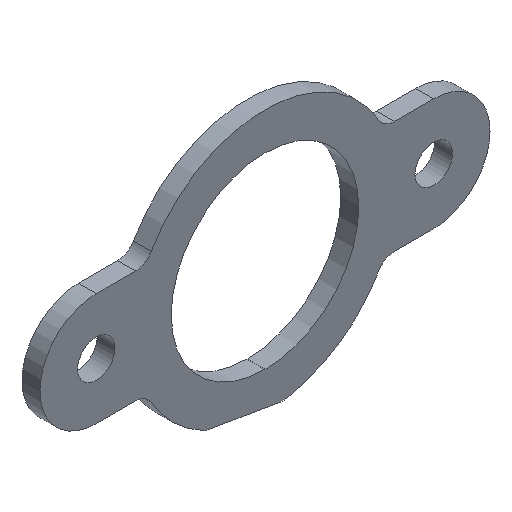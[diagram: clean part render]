
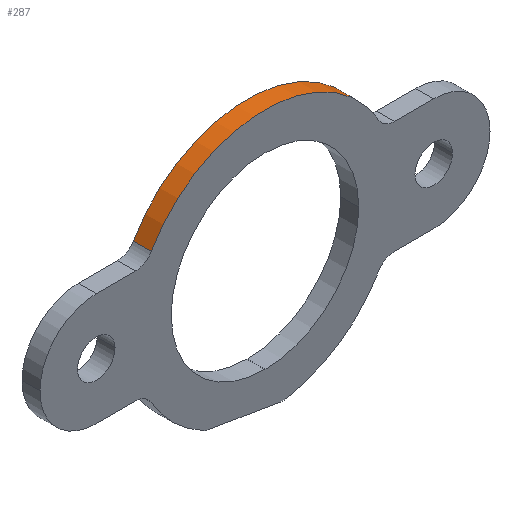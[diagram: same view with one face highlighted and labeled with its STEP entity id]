
A CAD part, isometric view. The second image highlights one B-rep face of the part: STEP entity #287.
In plain terms, the highlighted cylindrical face has radius 11.113 mm (diameter 22.225 mm), a partial arc.
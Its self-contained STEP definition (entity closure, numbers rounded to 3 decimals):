
#222=CARTESIAN_POINT('POINT17',(-9.64,0.,
   5.528));
#223=VERTEX_POINT('VERTEX17',#222);
#231=CARTESIAN_POINT('POINT18',(-9.64,1.524,
   5.528));
#232=VERTEX_POINT('VERTEX18',#231);
#233=CARTESIAN_POINT('POS28',(-9.64,0.,
   5.528));
#234=DIRECTION('DIR43',(0.,1.,
   0.));
#235=VECTOR('VEC13',#234,25.4);
#236=LINE('STRAIGHT13',#233,#235);
#237=EDGE_CURVE('EDGE24',#223,#232,#236,.T.);
#255=CARTESIAN_POINT('POINT19',(9.64,0.,
   5.528));
#256=VERTEX_POINT('VERTEX19',#255);
#257=CARTESIAN_POINT('POINT20',(9.64,1.524,
   5.528));
#258=VERTEX_POINT('VERTEX20',#257);
#259=CARTESIAN_POINT('POS31',(9.64,0.,
   5.528));
#260=DIRECTION('DIR48',(0.,1.,
   0.));
#261=VECTOR('VEC14',#260,25.4);
#262=LINE('STRAIGHT14',#259,#261);
#263=EDGE_CURVE('EDGE26',#256,#258,#262,.T.);
#264=ORIENTED_EDGE('COEDGE33',*,*,#263,.T.);
#265=CARTESIAN_POINT('POS32',(0.,1.524,
   0.));
#266=DIRECTION('DIR49',(0.,1.,0.));
#267=DIRECTION('DIR50',(-0.867,0.,
   0.497));
#268=AXIS2_PLACEMENT_3D('AXIS18',#265,#266,#267);
#269=CIRCLE('ELLIPSE11',#268,11.113);
#270=EDGE_CURVE('EDGE27',#232,#258,#269,.T.);
#271=ORIENTED_EDGE('COEDGE34',*,*,#270,.F.);
#272=ORIENTED_EDGE('COEDGE35',*,*,#237,.F.);
#273=CARTESIAN_POINT('POS33',(0.,0.,
   0.));
#274=DIRECTION('DIR51',(0.,-1.,0.));
#275=DIRECTION('DIR52',(0.867,0.,
   0.497));
#276=AXIS2_PLACEMENT_3D('AXIS19',#273,#274,#275);
#277=CIRCLE('ELLIPSE12',#276,11.113);
#278=EDGE_CURVE('EDGE28',#256,#223,#277,.T.);
#279=ORIENTED_EDGE('COEDGE36',*,*,#278,.F.);
#280=EDGE_LOOP('NONE',(#264,#271,#272,#279));
#281=FACE_BOUND('LOOP1',#280,.T.);
#282=CARTESIAN_POINT('POS34',(0.,0.,0.));
#283=DIRECTION('DIR53',(0.,1.,0.));
#284=DIRECTION('DIR54',(1.,0.,0.));
#285=AXIS2_PLACEMENT_3D('AXIS20',#282,#283,#284);
#286=CYLINDRICAL_SURFACE('CONE_SURF6',#285,11.113);
#287=ADVANCED_FACE('FACE9',(#281),#286,.T.);
